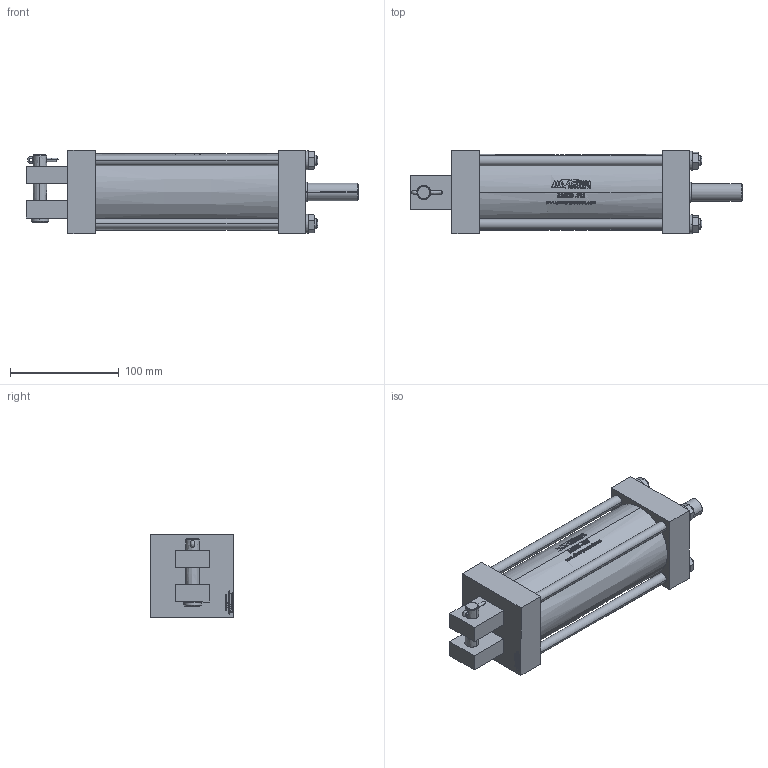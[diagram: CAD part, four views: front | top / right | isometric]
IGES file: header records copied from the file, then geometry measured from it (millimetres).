
Start section: SolidWorks IGES file using analytic representation for surfaces
Global section: file name: B3000-425   CYLINDER, 2.50 X 4.13 STROKE, DOUBLE ACTING.IGS; native system: SolidWorks 2018; preprocessor: SolidWorks 2018; author: OMEGA003; date: 210723.202616; units: inch
Bounding box: 304.71 x 77.09 x 76.39 mm (x, y, z)
Surface area: 104016.2 mm2 (no closed solid volume)
Topology: 0 solids, 0 shells, 1514 faces, 16706 edges, 16700 vertices
Faces by surface type: bspline 1295, revolution 219
